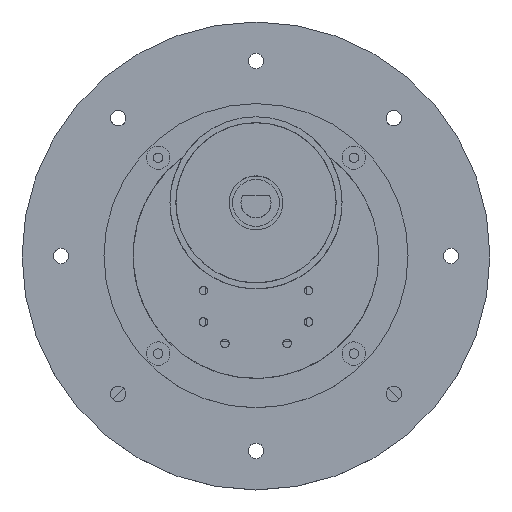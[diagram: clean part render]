
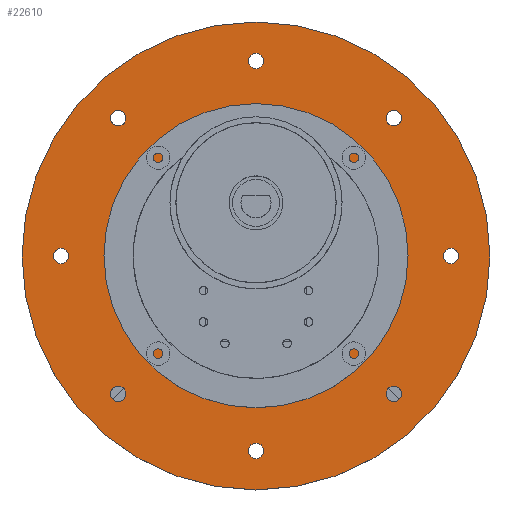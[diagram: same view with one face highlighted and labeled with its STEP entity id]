
A CAD part, top view. The second image highlights one B-rep face of the part: STEP entity #22610.
In plain terms, the highlighted planar face has unit normal (0, 0, 1).
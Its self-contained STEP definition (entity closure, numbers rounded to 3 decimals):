
#5117=FACE_BOUND('',#6645,.T.);
#5118=FACE_BOUND('',#6646,.T.);
#5119=FACE_BOUND('',#6647,.T.);
#5120=FACE_BOUND('',#6648,.T.);
#5121=FACE_BOUND('',#6649,.T.);
#5122=FACE_BOUND('',#6650,.T.);
#5123=FACE_BOUND('',#6651,.T.);
#5124=FACE_BOUND('',#6652,.T.);
#5125=FACE_BOUND('',#6653,.T.);
#5375=FACE_OUTER_BOUND('',#6644,.T.);
#6644=EDGE_LOOP('',(#15288));
#6645=EDGE_LOOP('',(#15289,#15290));
#6646=EDGE_LOOP('',(#15291));
#6647=EDGE_LOOP('',(#15292));
#6648=EDGE_LOOP('',(#15293,#15294));
#6649=EDGE_LOOP('',(#15295,#15296));
#6650=EDGE_LOOP('',(#15297,#15298));
#6651=EDGE_LOOP('',(#15299));
#6652=EDGE_LOOP('',(#15300));
#6653=EDGE_LOOP('',(#15301,#15302));
#7979=CIRCLE('',#23922,60.);
#7980=CIRCLE('',#23924,2.);
#7981=CIRCLE('',#23925,2.);
#7991=CIRCLE('',#23939,2.);
#7992=CIRCLE('',#23940,2.);
#7994=CIRCLE('',#23944,2.);
#7995=CIRCLE('',#23945,2.);
#7996=CIRCLE('',#23947,2.);
#7997=CIRCLE('',#23948,2.);
#8032=CIRCLE('',#23992,31.5);
#8033=CIRCLE('',#23993,31.5);
#8102=CIRCLE('',#24122,2.);
#8104=CIRCLE('',#24125,2.);
#8106=CIRCLE('',#24128,2.);
#8107=CIRCLE('',#24130,2.);
#9033=VERTEX_POINT('',#33356);
#9034=VERTEX_POINT('',#33360);
#9035=VERTEX_POINT('',#33361);
#9045=VERTEX_POINT('',#33390);
#9046=VERTEX_POINT('',#33391);
#9047=VERTEX_POINT('',#33399);
#9048=VERTEX_POINT('',#33400);
#9049=VERTEX_POINT('',#33405);
#9050=VERTEX_POINT('',#33406);
#9096=VERTEX_POINT('',#33515);
#9097=VERTEX_POINT('',#33516);
#9190=VERTEX_POINT('',#33861);
#9191=VERTEX_POINT('',#33866);
#9192=VERTEX_POINT('',#33871);
#9193=VERTEX_POINT('',#33875);
#11330=EDGE_CURVE('',#9033,#9033,#7979,.T.);
#11332=EDGE_CURVE('',#9034,#9035,#7980,.T.);
#11334=EDGE_CURVE('',#9035,#9034,#7981,.T.);
#11347=EDGE_CURVE('',#9045,#9046,#7991,.T.);
#11349=EDGE_CURVE('',#9046,#9045,#7992,.T.);
#11352=EDGE_CURVE('',#9047,#9048,#7994,.T.);
#11354=EDGE_CURVE('',#9048,#9047,#7995,.T.);
#11355=EDGE_CURVE('',#9049,#9050,#7996,.T.);
#11357=EDGE_CURVE('',#9050,#9049,#7997,.T.);
#11409=EDGE_CURVE('',#9096,#9097,#8032,.T.);
#11410=EDGE_CURVE('',#9097,#9096,#8033,.T.);
#11562=EDGE_CURVE('',#9190,#9190,#8102,.T.);
#11565=EDGE_CURVE('',#9191,#9191,#8104,.T.);
#11568=EDGE_CURVE('',#9192,#9192,#8106,.T.);
#11570=EDGE_CURVE('',#9193,#9193,#8107,.T.);
#15288=ORIENTED_EDGE('',*,*,#11330,.F.);
#15289=ORIENTED_EDGE('',*,*,#11347,.F.);
#15290=ORIENTED_EDGE('',*,*,#11349,.F.);
#15291=ORIENTED_EDGE('',*,*,#11570,.F.);
#15292=ORIENTED_EDGE('',*,*,#11568,.F.);
#15293=ORIENTED_EDGE('',*,*,#11352,.F.);
#15294=ORIENTED_EDGE('',*,*,#11354,.F.);
#15295=ORIENTED_EDGE('',*,*,#11355,.F.);
#15296=ORIENTED_EDGE('',*,*,#11357,.F.);
#15297=ORIENTED_EDGE('',*,*,#11332,.F.);
#15298=ORIENTED_EDGE('',*,*,#11334,.F.);
#15299=ORIENTED_EDGE('',*,*,#11565,.F.);
#15300=ORIENTED_EDGE('',*,*,#11562,.F.);
#15301=ORIENTED_EDGE('',*,*,#11409,.T.);
#15302=ORIENTED_EDGE('',*,*,#11410,.T.);
#21484=PLANE('',#24131);
#22610=ADVANCED_FACE('',(#5375,#5117,#5118,#5119,#5120,#5121,#5122,#5123,
#5124,#5125),#21484,.F.);
#23922=AXIS2_PLACEMENT_3D('',#33357,#26449,#26450);
#23924=AXIS2_PLACEMENT_3D('',#33362,#26454,#26455);
#23925=AXIS2_PLACEMENT_3D('',#33364,#26457,#26458);
#23939=AXIS2_PLACEMENT_3D('',#33392,#26488,#26489);
#23940=AXIS2_PLACEMENT_3D('',#33394,#26491,#26492);
#23944=AXIS2_PLACEMENT_3D('',#33401,#26500,#26501);
#23945=AXIS2_PLACEMENT_3D('',#33403,#26503,#26504);
#23947=AXIS2_PLACEMENT_3D('',#33407,#26507,#26508);
#23948=AXIS2_PLACEMENT_3D('',#33409,#26510,#26511);
#23992=AXIS2_PLACEMENT_3D('',#33517,#26615,#26616);
#23993=AXIS2_PLACEMENT_3D('',#33518,#26617,#26618);
#24122=AXIS2_PLACEMENT_3D('',#33863,#26950,#26951);
#24125=AXIS2_PLACEMENT_3D('',#33868,#26957,#26958);
#24128=AXIS2_PLACEMENT_3D('',#33873,#26964,#26965);
#24130=AXIS2_PLACEMENT_3D('',#33877,#26969,#26970);
#24131=AXIS2_PLACEMENT_3D('',#33878,#26971,#26972);
#26449=DIRECTION('center_axis',(0.,0.,
-1.));
#26450=DIRECTION('ref_axis',(-1.,0.,0.));
#26454=DIRECTION('center_axis',(0.,0.,
1.));
#26455=DIRECTION('ref_axis',(1.,0.,0.));
#26457=DIRECTION('center_axis',(0.,0.,
1.));
#26458=DIRECTION('ref_axis',(1.,0.,0.));
#26488=DIRECTION('center_axis',(0.,0.,
1.));
#26489=DIRECTION('ref_axis',(1.,0.,0.));
#26491=DIRECTION('center_axis',(0.,0.,
1.));
#26492=DIRECTION('ref_axis',(1.,0.,0.));
#26500=DIRECTION('center_axis',(0.,0.,
1.));
#26501=DIRECTION('ref_axis',(1.,0.,0.));
#26503=DIRECTION('center_axis',(0.,0.,
1.));
#26504=DIRECTION('ref_axis',(1.,0.,0.));
#26507=DIRECTION('center_axis',(0.,0.,
1.));
#26508=DIRECTION('ref_axis',(1.,0.,0.));
#26510=DIRECTION('center_axis',(0.,0.,
1.));
#26511=DIRECTION('ref_axis',(1.,0.,0.));
#26615=DIRECTION('center_axis',(0.,0.,
-1.));
#26616=DIRECTION('ref_axis',(1.,0.,0.));
#26617=DIRECTION('center_axis',(0.,0.,
-1.));
#26618=DIRECTION('ref_axis',(1.,0.,0.));
#26950=DIRECTION('center_axis',(0.,0.,
1.));
#26951=DIRECTION('ref_axis',(1.,0.,0.));
#26957=DIRECTION('center_axis',(0.,0.,
1.));
#26958=DIRECTION('ref_axis',(1.,0.,0.));
#26964=DIRECTION('center_axis',(0.,0.,
1.));
#26965=DIRECTION('ref_axis',(1.,0.,0.));
#26969=DIRECTION('center_axis',(0.,0.,
1.));
#26970=DIRECTION('ref_axis',(1.,0.,0.));
#26971=DIRECTION('center_axis',(0.,0.,
-1.));
#26972=DIRECTION('ref_axis',(-1.,0.,0.));
#33356=CARTESIAN_POINT('',(-52.829,6.685,18.399));
#33357=CARTESIAN_POINT('Origin',(7.171,6.685,18.399));
#33360=CARTESIAN_POINT('',(55.171,6.685,18.399));
#33361=CARTESIAN_POINT('',(59.171,6.685,18.399));
#33362=CARTESIAN_POINT('Origin',(57.171,6.685,18.399));
#33364=CARTESIAN_POINT('Origin',(57.171,6.685,18.399));
#33390=CARTESIAN_POINT('',(-44.829,6.685,18.399));
#33391=CARTESIAN_POINT('',(-40.829,6.685,18.399));
#33392=CARTESIAN_POINT('Origin',(-42.829,6.685,18.399));
#33394=CARTESIAN_POINT('Origin',(-42.829,6.685,18.399));
#33399=CARTESIAN_POINT('',(5.171,-43.315,18.399));
#33400=CARTESIAN_POINT('',(9.171,-43.315,18.399));
#33401=CARTESIAN_POINT('Origin',(7.171,-43.315,18.399));
#33403=CARTESIAN_POINT('Origin',(7.171,-43.315,18.399));
#33405=CARTESIAN_POINT('',(5.171,56.685,18.399));
#33406=CARTESIAN_POINT('',(9.171,56.685,18.399));
#33407=CARTESIAN_POINT('Origin',(7.171,56.685,18.399));
#33409=CARTESIAN_POINT('Origin',(7.171,56.685,18.399));
#33515=CARTESIAN_POINT('',(38.671,6.685,18.399));
#33516=CARTESIAN_POINT('',(-24.329,6.685,18.399));
#33517=CARTESIAN_POINT('Origin',(7.171,6.685,18.399));
#33518=CARTESIAN_POINT('Origin',(7.171,6.685,18.399));
#33861=CARTESIAN_POINT('',(40.527,-28.669,18.399));
#33863=CARTESIAN_POINT('Origin',(42.527,-28.669,18.399));
#33866=CARTESIAN_POINT('',(40.525,42.041,18.399));
#33868=CARTESIAN_POINT('Origin',(42.525,42.041,18.399));
#33871=CARTESIAN_POINT('',(-30.185,42.04,18.399));
#33873=CARTESIAN_POINT('Origin',(-28.185,42.04,18.399));
#33875=CARTESIAN_POINT('',(-30.185,-28.669,18.399));
#33877=CARTESIAN_POINT('Origin',(-28.185,-28.669,18.399));
#33878=CARTESIAN_POINT('Origin',(7.171,6.685,18.399));
